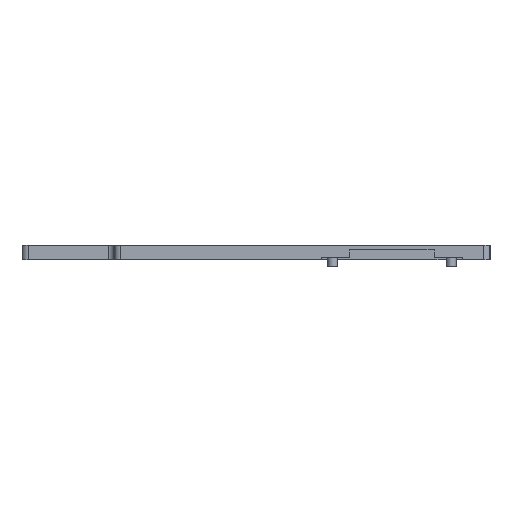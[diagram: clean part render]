
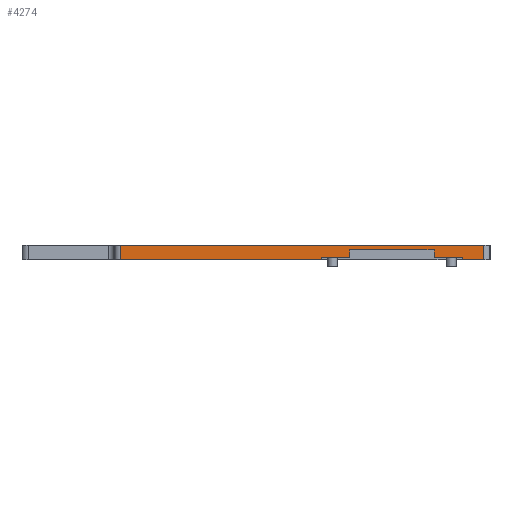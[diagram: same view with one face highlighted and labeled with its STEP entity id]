
A CAD part, left-side view. The second image highlights one B-rep face of the part: STEP entity #4274.
In plain terms, the highlighted planar face has unit normal (-1, 0, 0).
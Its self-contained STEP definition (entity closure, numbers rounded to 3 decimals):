
#1891=CARTESIAN_POINT('',(-122.25,-18.317,6.));
#1892=VERTEX_POINT('',#1891);
#1900=CARTESIAN_POINT('',(-122.25,-13.817,6.));
#1901=VERTEX_POINT('',#1900);
#1902=CARTESIAN_POINT('',(-122.25,-13.817,6.));
#1903=DIRECTION('',(0.,-1.,0.));
#1904=VECTOR('',#1903,4.5);
#1905=LINE('',#1902,#1904);
#1906=EDGE_CURVE('',#1901,#1892,#1905,.T.);
#1924=CARTESIAN_POINT('',(-122.25,15.183,6.));
#1925=VERTEX_POINT('',#1924);
#1932=CARTESIAN_POINT('',(-122.25,56.683,6.));
#1933=VERTEX_POINT('',#1932);
#1934=CARTESIAN_POINT('',(-122.25,56.683,6.));
#1935=DIRECTION('',(0.,-1.,0.));
#1936=VECTOR('',#1935,41.5);
#1937=LINE('',#1934,#1936);
#1938=EDGE_CURVE('',#1933,#1925,#1937,.T.);
#3008=CARTESIAN_POINT('',(-122.25,56.683,9.));
#3009=VERTEX_POINT('',#3008);
#3017=CARTESIAN_POINT('',(-122.25,-18.317,9.));
#3018=VERTEX_POINT('',#3017);
#3019=CARTESIAN_POINT('',(-122.25,56.683,9.));
#3020=DIRECTION('',(0.,-1.,0.));
#3021=VECTOR('',#3020,75.);
#3022=LINE('',#3019,#3021);
#3023=EDGE_CURVE('',#3009,#3018,#3022,.T.);
#4198=CARTESIAN_POINT('',(-122.25,-16.712,6.));
#4199=DIRECTION('',(-1.,0.,0.));
#4200=DIRECTION('',(0.,0.,1.));
#4201=AXIS2_PLACEMENT_3D('',#4198,#4199,#4200);
#4202=PLANE('',#4201);
#4203=ORIENTED_EDGE('',*,*,#1906,.T.);
#4204=CARTESIAN_POINT('',(-122.25,-18.317,6.));
#4205=DIRECTION('',(0.,0.,1.));
#4206=VECTOR('',#4205,3.);
#4207=LINE('',#4204,#4206);
#4208=EDGE_CURVE('',#1892,#3018,#4207,.T.);
#4209=ORIENTED_EDGE('',*,*,#4208,.T.);
#4210=ORIENTED_EDGE('',*,*,#3023,.F.);
#4211=CARTESIAN_POINT('',(-122.25,56.683,9.));
#4212=DIRECTION('',(-0.,-0.,-1.));
#4213=VECTOR('',#4212,3.);
#4214=LINE('',#4211,#4213);
#4215=EDGE_CURVE('',#3009,#1933,#4214,.T.);
#4216=ORIENTED_EDGE('',*,*,#4215,.T.);
#4217=ORIENTED_EDGE('',*,*,#1938,.T.);
#4218=CARTESIAN_POINT('',(-122.25,15.183,6.5));
#4219=VERTEX_POINT('',#4218);
#4220=CARTESIAN_POINT('',(-122.25,15.183,6.5));
#4221=DIRECTION('',(0.,0.,-1.));
#4222=VECTOR('',#4221,0.5);
#4223=LINE('',#4220,#4222);
#4224=EDGE_CURVE('',#4219,#1925,#4223,.T.);
#4225=ORIENTED_EDGE('',*,*,#4224,.F.);
#4226=CARTESIAN_POINT('',(-122.25,9.393,6.5));
#4227=VERTEX_POINT('',#4226);
#4228=CARTESIAN_POINT('',(-122.25,15.183,6.5));
#4229=DIRECTION('',(0.,-1.,0.));
#4230=VECTOR('',#4229,5.79);
#4231=LINE('',#4228,#4230);
#4232=EDGE_CURVE('',#4219,#4227,#4231,.T.);
#4233=ORIENTED_EDGE('',*,*,#4232,.T.);
#4234=CARTESIAN_POINT('',(-122.25,9.393,8.));
#4235=VERTEX_POINT('',#4234);
#4236=CARTESIAN_POINT('',(-122.25,9.393,8.));
#4237=DIRECTION('',(0.,0.,-1.));
#4238=VECTOR('',#4237,1.5);
#4239=LINE('',#4236,#4238);
#4240=EDGE_CURVE('',#4235,#4227,#4239,.T.);
#4241=ORIENTED_EDGE('',*,*,#4240,.F.);
#4242=CARTESIAN_POINT('',(-122.25,-8.028,8.));
#4243=VERTEX_POINT('',#4242);
#4244=CARTESIAN_POINT('',(-122.25,9.393,8.));
#4245=DIRECTION('',(0.,-1.,0.));
#4246=VECTOR('',#4245,17.421);
#4247=LINE('',#4244,#4246);
#4248=EDGE_CURVE('',#4235,#4243,#4247,.T.);
#4249=ORIENTED_EDGE('',*,*,#4248,.T.);
#4250=CARTESIAN_POINT('',(-122.25,-8.028,6.5));
#4251=VERTEX_POINT('',#4250);
#4252=CARTESIAN_POINT('',(-122.25,-8.028,8.));
#4253=DIRECTION('',(0.,0.,-1.));
#4254=VECTOR('',#4253,1.5);
#4255=LINE('',#4252,#4254);
#4256=EDGE_CURVE('',#4243,#4251,#4255,.T.);
#4257=ORIENTED_EDGE('',*,*,#4256,.T.);
#4258=CARTESIAN_POINT('',(-122.25,-13.817,6.5));
#4259=VERTEX_POINT('',#4258);
#4260=CARTESIAN_POINT('',(-122.25,-8.028,6.5));
#4261=DIRECTION('',(0.,-1.,0.));
#4262=VECTOR('',#4261,5.79);
#4263=LINE('',#4260,#4262);
#4264=EDGE_CURVE('',#4251,#4259,#4263,.T.);
#4265=ORIENTED_EDGE('',*,*,#4264,.T.);
#4266=CARTESIAN_POINT('',(-122.25,-13.817,6.5));
#4267=DIRECTION('',(0.,0.,-1.));
#4268=VECTOR('',#4267,0.5);
#4269=LINE('',#4266,#4268);
#4270=EDGE_CURVE('',#4259,#1901,#4269,.T.);
#4271=ORIENTED_EDGE('',*,*,#4270,.T.);
#4272=EDGE_LOOP('',(#4203,#4209,#4210,#4216,#4217,#4225,#4233,#4241,#4249,#4257,#4265,#4271));
#4273=FACE_BOUND('',#4272,.T.);
#4274=ADVANCED_FACE('',(#4273),#4202,.T.);
